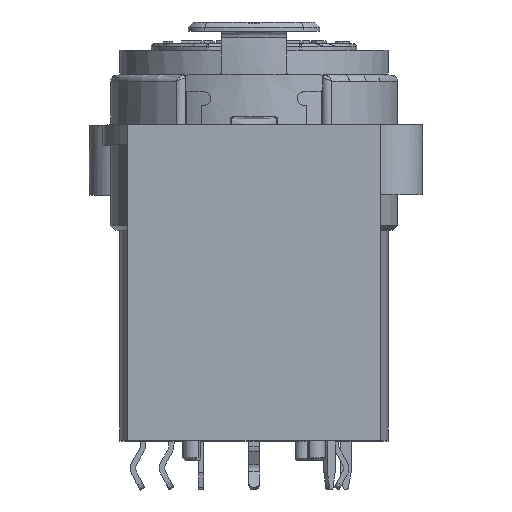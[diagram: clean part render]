
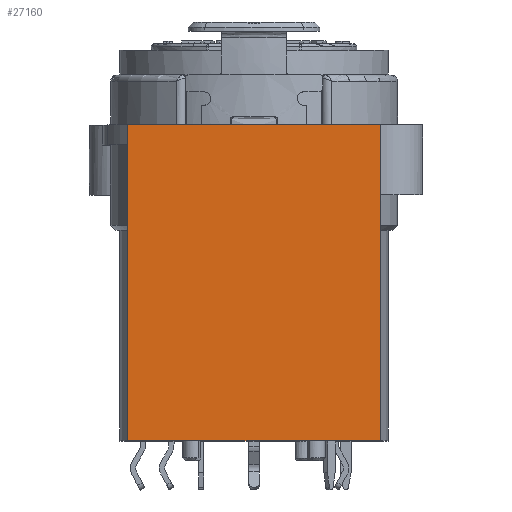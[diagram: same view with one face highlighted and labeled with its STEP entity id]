
A CAD part, top view. The second image highlights one B-rep face of the part: STEP entity #27160.
In plain terms, the highlighted planar face has unit normal (0, 0, 1).
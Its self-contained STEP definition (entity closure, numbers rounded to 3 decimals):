
#257=DIRECTION('',(1.,0.,0.));
#258=VECTOR('',#257,19.2);
#259=CARTESIAN_POINT('',(-9.6,9.86,25.3));
#260=LINE('',#259,#258);
#7373=DIRECTION('',(0.,-1.,0.));
#7374=VECTOR('',#7373,23.993);
#7375=CARTESIAN_POINT('',(9.6,33.852,25.3));
#7376=LINE('',#7375,#7374);
#7849=DIRECTION('',(0.,-1.,0.));
#7850=VECTOR('',#7849,23.993);
#7851=CARTESIAN_POINT('',(-9.6,33.852,25.3));
#7852=LINE('',#7851,#7850);
#8097=DIRECTION('',(1.,0.,0.));
#8098=VECTOR('',#8097,19.2);
#8099=CARTESIAN_POINT('',(-9.6,33.852,25.3));
#8100=LINE('',#8099,#8098);
#11363=CARTESIAN_POINT('',(-9.6,33.852,25.3));
#11364=CARTESIAN_POINT('',(-9.6,9.86,25.3));
#11365=VERTEX_POINT('',#11363);
#11366=VERTEX_POINT('',#11364);
#11367=CARTESIAN_POINT('',(9.6,33.852,25.3));
#11368=CARTESIAN_POINT('',(9.6,9.86,25.3));
#11369=VERTEX_POINT('',#11367);
#11370=VERTEX_POINT('',#11368);
#27149=CARTESIAN_POINT('',(-9.6,33.852,25.3));
#27150=DIRECTION('',(0.,0.,1.));
#27151=DIRECTION('',(0.,-1.,0.));
#27152=AXIS2_PLACEMENT_3D('',#27149,#27150,#27151);
#27153=PLANE('',#27152);
#27154=ORIENTED_EDGE('',*,*,#26790,.F.);
#27155=ORIENTED_EDGE('',*,*,#12170,.T.);
#27156=ORIENTED_EDGE('',*,*,#25901,.T.);
#27157=ORIENTED_EDGE('',*,*,#11617,.F.);
#27158=EDGE_LOOP('',(#27154,#27155,#27156,#27157));
#27159=FACE_OUTER_BOUND('',#27158,.F.);
#11617=EDGE_CURVE('',#11366,#11370,#260,.T.);
#12170=EDGE_CURVE('',#11365,#11369,#8100,.T.);
#25901=EDGE_CURVE('',#11369,#11370,#7376,.T.);
#26790=EDGE_CURVE('',#11365,#11366,#7852,.T.);
#27160=ADVANCED_FACE('',(#27159),#27153,.T.);
